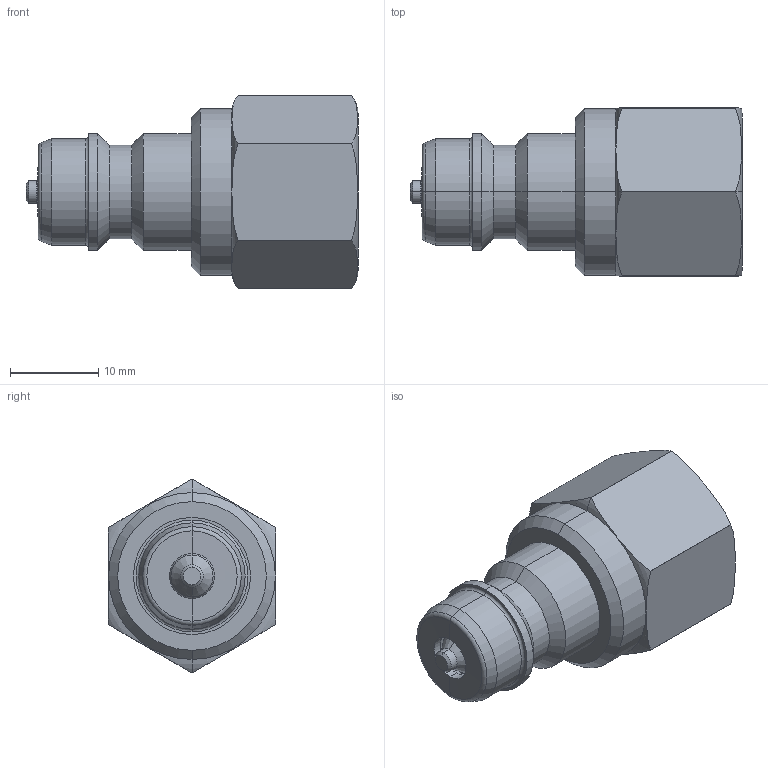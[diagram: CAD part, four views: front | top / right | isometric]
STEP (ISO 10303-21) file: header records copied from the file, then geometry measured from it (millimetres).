
FILE_DESCRIPTION (( 'STEP AP214' ), '1' );
FILE_NAME ('BA06.7101_IC_JV.STEP', '2016-10-11T12:55:21', ( '' ), ( '' ), 'SwSTEP 2.0', 'SolidWorks 2016', '' );
FILE_SCHEMA (( 'AUTOMOTIVE_DESIGN' ));
Length unit declared in the file: millimetre
Products named in the file (1): BA06.7101_IC_JV
Bounding box: 37.58 x 19 x 21.93 mm (x, y, z)
Volume: 6042 mm3; surface area: 3133 mm2
Topology: 1 solids, 1 shells, 71 faces, 153 edges, 88 vertices
Faces by surface type: cylinder 27, cone 22, plane 12, torus 10
Entity records: 2131 total; most frequent: CARTESIAN_POINT 517, DIRECTION 371, ORIENTED_EDGE 306, AXIS2_PLACEMENT_3D 158, EDGE_CURVE 153, VERTEX_POINT 88, CIRCLE 86, EDGE_LOOP 75
